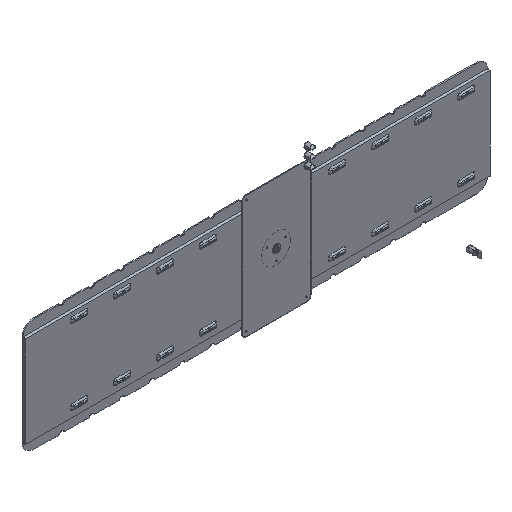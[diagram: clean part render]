
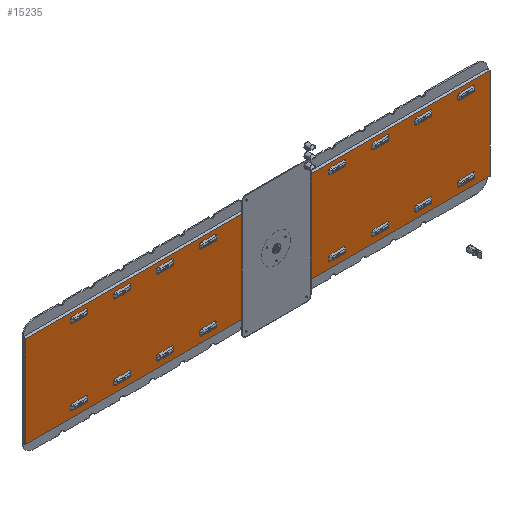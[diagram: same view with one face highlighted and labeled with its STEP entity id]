
A CAD part, isometric view. The second image highlights one B-rep face of the part: STEP entity #15235.
In plain terms, the highlighted planar face has unit normal (0, -1, 0).
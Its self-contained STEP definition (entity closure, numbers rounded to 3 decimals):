
#1163=FACE_BOUND('',#2450,.T.);
#1289=PLANE('',#16218);
#1604=FACE_OUTER_BOUND('',#2449,.T.);
#2449=EDGE_LOOP('',(#10349,#10350,#10351,#10352));
#2450=EDGE_LOOP('',(#10353));
#3348=LINE('',#20998,#4420);
#3372=LINE('',#21037,#4444);
#3416=LINE('',#21174,#4488);
#3417=LINE('',#21176,#4489);
#4420=VECTOR('',#17437,10.);
#4444=VECTOR('',#17483,10.);
#4488=VECTOR('',#17619,10.);
#4489=VECTOR('',#17622,10.);
#5526=CIRCLE('',#16219,9.2);
#5995=VERTEX_POINT('',#20881);
#6016=VERTEX_POINT('',#20928);
#6042=VERTEX_POINT('',#20986);
#6046=VERTEX_POINT('',#20996);
#6118=VERTEX_POINT('',#21256);
#7676=EDGE_CURVE('',#5995,#6046,#3348,.T.);
#7700=EDGE_CURVE('',#6016,#6042,#3372,.T.);
#7769=EDGE_CURVE('',#6046,#6016,#3416,.T.);
#7770=EDGE_CURVE('',#6042,#5995,#3417,.T.);
#7811=EDGE_CURVE('',#6118,#6118,#5526,.T.);
#10349=ORIENTED_EDGE('',*,*,#7770,.T.);
#10350=ORIENTED_EDGE('',*,*,#7676,.T.);
#10351=ORIENTED_EDGE('',*,*,#7769,.T.);
#10352=ORIENTED_EDGE('',*,*,#7700,.T.);
#10353=ORIENTED_EDGE('',*,*,#7811,.T.);
#15235=ADVANCED_FACE('',(#1604,#1163),#1289,.F.);
#16218=AXIS2_PLACEMENT_3D('',#21255,#17711,#17712);
#16219=AXIS2_PLACEMENT_3D('',#21257,#17713,#17714);
#17437=DIRECTION('',(0.,0.,-1.));
#17483=DIRECTION('',(0.,0.,1.));
#17619=DIRECTION('',(1.,0.,0.));
#17622=DIRECTION('',(-1.,0.,0.));
#17711=DIRECTION('center_axis',(0.,1.,0.));
#17712=DIRECTION('ref_axis',(1.,0.,0.));
#17713=DIRECTION('center_axis',(0.,1.,0.));
#17714=DIRECTION('ref_axis',(1.,0.,0.));
#20881=CARTESIAN_POINT('',(-1897.659,6.85,692.58));
#20928=CARTESIAN_POINT('',(262.341,6.85,267.58));
#20986=CARTESIAN_POINT('',(262.341,6.85,692.58));
#20996=CARTESIAN_POINT('',(-1897.659,6.85,267.58));
#20998=CARTESIAN_POINT('',(-1897.659,6.85,742.58));
#21037=CARTESIAN_POINT('',(262.341,6.85,217.58));
#21174=CARTESIAN_POINT('',(-277.659,6.85,267.58));
#21176=CARTESIAN_POINT('',(-277.659,6.85,692.58));
#21255=CARTESIAN_POINT('Origin',(-817.659,6.85,480.08));
#21256=CARTESIAN_POINT('',(-746.859,6.85,480.08));
#21257=CARTESIAN_POINT('Origin',(-737.659,6.85,480.08));
